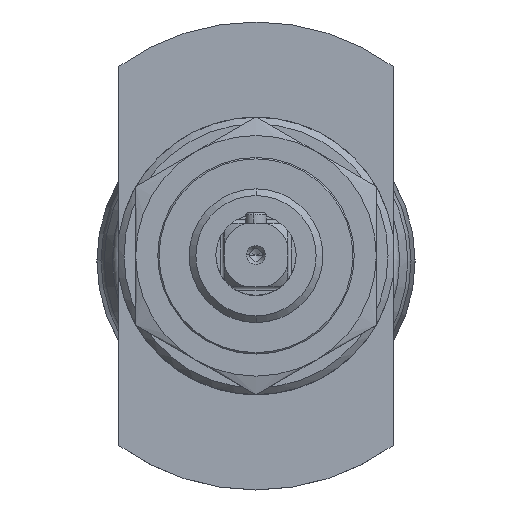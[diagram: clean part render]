
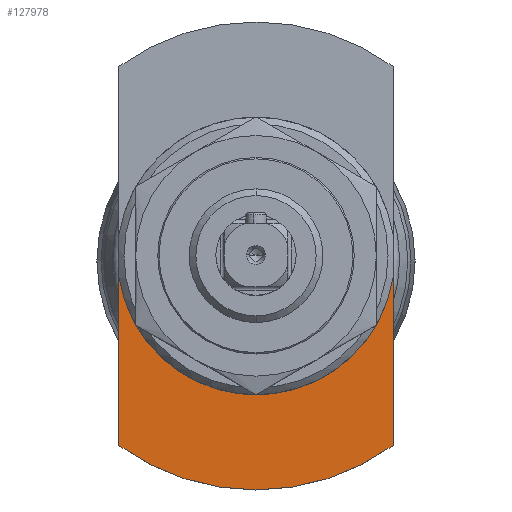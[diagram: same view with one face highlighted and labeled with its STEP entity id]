
A CAD part, top view. The second image highlights one B-rep face of the part: STEP entity #127978.
In plain terms, the highlighted planar face has unit normal (0, 0, 1).
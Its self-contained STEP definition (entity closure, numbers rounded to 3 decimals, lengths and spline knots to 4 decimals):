
#26964=CARTESIAN_POINT('',(0.,0.,10.2953));
#26965=DIRECTION('',(0.,0.,1.));
#26966=DIRECTION('',(-0.586,-0.811,0.));
#26967=AXIS2_PLACEMENT_3D('',#26964,#26965,#26966);
#27006=DIRECTION('',(0.,-1.,0.));
#27007=VECTOR('',#27006,0.9904);
#27008=CARTESIAN_POINT('',(0.8071,-0.1264,
10.2953));
#27009=LINE('',#27008,#27007);
#27010=DIRECTION('',(0.,1.,0.));
#27011=VECTOR('',#27010,0.9904);
#27012=CARTESIAN_POINT('',(-0.8071,-1.1169,
10.2953));
#27013=LINE('',#27012,#27011);
#27014=CARTESIAN_POINT('',(0.,0.,10.2953));
#27015=DIRECTION('',(0.,0.,-1.));
#27016=DIRECTION('',(0.988,-0.155,0.));
#27017=AXIS2_PLACEMENT_3D('',#27014,#27015,#27016);
#105510=CARTESIAN_POINT('',(0.8071,-1.1169,
10.2953));
#105512=VERTEX_POINT('',#105510);
#105516=CARTESIAN_POINT('',(0.8071,-0.1264,
10.2953));
#105517=VERTEX_POINT('',#105516);
#105518=CARTESIAN_POINT('',(-0.8071,-1.1169,
10.2953));
#105519=CARTESIAN_POINT('',(-0.8071,-0.1264,
10.2953));
#105520=VERTEX_POINT('',#105518);
#105521=VERTEX_POINT('',#105519);
#127966=CARTESIAN_POINT('',(0.,0.,10.2953));
#127967=DIRECTION('',(0.,0.,-1.));
#127968=DIRECTION('',(0.,-1.,0.));
#127969=AXIS2_PLACEMENT_3D('',#127966,#127967,#127968);
#127970=PLANE('',#127969);
#127971=ORIENTED_EDGE('',*,*,#127915,.T.);
#127972=ORIENTED_EDGE('',*,*,#127938,.F.);
#127973=ORIENTED_EDGE('',*,*,#127949,.T.);
#127975=ORIENTED_EDGE('',*,*,#127974,.F.);
#127976=EDGE_LOOP('',(#127971,#127972,#127973,#127975));
#127977=FACE_OUTER_BOUND('',#127976,.F.);
#127978=ADVANCED_FACE('',(#127977),#127970,.F.);
#26968=CIRCLE('',#26967,1.378);
#27018=CIRCLE('',#27017,0.8169);
#127915=EDGE_CURVE('',#105517,#105512,#27009,.T.);
#127938=EDGE_CURVE('',#105520,#105512,#26968,.T.);
#127949=EDGE_CURVE('',#105520,#105521,#27013,.T.);
#127974=EDGE_CURVE('',#105517,#105521,#27018,.T.);
